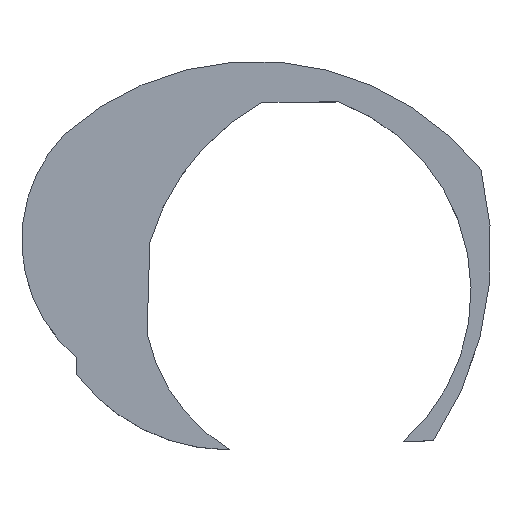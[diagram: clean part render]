
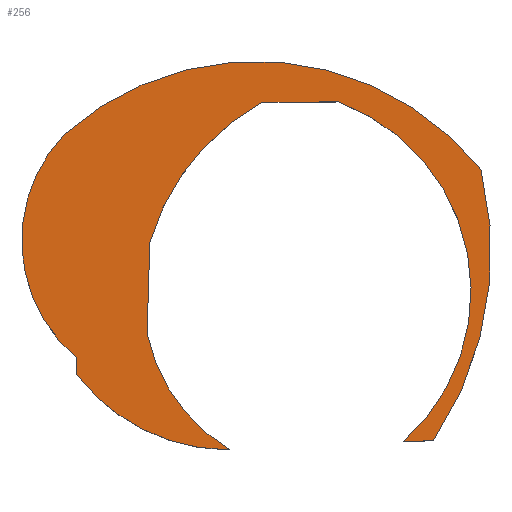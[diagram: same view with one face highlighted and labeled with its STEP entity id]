
A CAD part, top view. The second image highlights one B-rep face of the part: STEP entity #256.
In plain terms, the highlighted planar face has unit normal (0, 0, 1).
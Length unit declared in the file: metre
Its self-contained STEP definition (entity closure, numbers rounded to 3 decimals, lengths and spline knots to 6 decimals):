
#17=PLANE('',#297);
#23=LINE('',#394,#45);
#27=LINE('',#406,#49);
#33=LINE('',#430,#55);
#37=LINE('',#442,#59);
#40=LINE('',#451,#62);
#45=VECTOR('',#313,1.);
#49=VECTOR('',#325,1.);
#55=VECTOR('',#351,1.);
#59=VECTOR('',#363,1.);
#62=VECTOR('',#374,1.);
#111=ORIENTED_EDGE('',*,*,#137,.F.);
#112=ORIENTED_EDGE('',*,*,#141,.T.);
#113=ORIENTED_EDGE('',*,*,#144,.F.);
#114=ORIENTED_EDGE('',*,*,#147,.T.);
#115=ORIENTED_EDGE('',*,*,#150,.T.);
#116=ORIENTED_EDGE('',*,*,#153,.T.);
#117=ORIENTED_EDGE('',*,*,#156,.T.);
#118=ORIENTED_EDGE('',*,*,#159,.F.);
#119=ORIENTED_EDGE('',*,*,#162,.T.);
#120=ORIENTED_EDGE('',*,*,#165,.T.);
#121=ORIENTED_EDGE('',*,*,#168,.F.);
#122=ORIENTED_EDGE('',*,*,#170,.T.);
#137=EDGE_CURVE('',#173,#174,#196,.T.);
#141=EDGE_CURVE('',#173,#176,#23,.T.);
#144=EDGE_CURVE('',#178,#176,#198,.T.);
#147=EDGE_CURVE('',#178,#180,#27,.T.);
#150=EDGE_CURVE('',#180,#182,#200,.T.);
#153=EDGE_CURVE('',#182,#184,#202,.T.);
#156=EDGE_CURVE('',#184,#186,#204,.T.);
#159=EDGE_CURVE('',#188,#186,#33,.T.);
#162=EDGE_CURVE('',#188,#190,#206,.T.);
#165=EDGE_CURVE('',#190,#192,#37,.T.);
#168=EDGE_CURVE('',#194,#192,#208,.T.);
#170=EDGE_CURVE('',#194,#174,#40,.T.);
#173=VERTEX_POINT('',#385);
#174=VERTEX_POINT('',#387);
#176=VERTEX_POINT('',#393);
#178=VERTEX_POINT('',#399);
#180=VERTEX_POINT('',#405);
#182=VERTEX_POINT('',#411);
#184=VERTEX_POINT('',#417);
#186=VERTEX_POINT('',#423);
#188=VERTEX_POINT('',#429);
#190=VERTEX_POINT('',#435);
#192=VERTEX_POINT('',#441);
#194=VERTEX_POINT('',#447);
#196=CIRCLE('',#273,0.006145);
#198=CIRCLE('',#277,0.005281);
#200=CIRCLE('',#281,0.00887);
#202=CIRCLE('',#284,0.007544);
#204=CIRCLE('',#287,0.004016);
#206=CIRCLE('',#291,0.005006);
#208=CIRCLE('',#295,0.004639);
#221=EDGE_LOOP('',(#111,#112,#113,#114,#115,#116,#117,#118,#119,#120,#121,
#122));
#235=FACE_BOUND('',#221,.T.);
#256=ADVANCED_FACE('',(#235),#17,.T.);
#273=AXIS2_PLACEMENT_3D('',#386,#306,#307);
#277=AXIS2_PLACEMENT_3D('',#400,#319,#320);
#281=AXIS2_PLACEMENT_3D('',#412,#331,#332);
#284=AXIS2_PLACEMENT_3D('',#418,#338,#339);
#287=AXIS2_PLACEMENT_3D('',#424,#345,#346);
#291=AXIS2_PLACEMENT_3D('',#436,#357,#358);
#295=AXIS2_PLACEMENT_3D('',#448,#369,#370);
#297=AXIS2_PLACEMENT_3D('',#452,#375,#376);
#306=DIRECTION('',(0.,0.,1.));
#307=DIRECTION('',(1.,0.,0.));
#313=DIRECTION('',(1.,0.006,0.));
#319=DIRECTION('',(0.,0.,1.));
#320=DIRECTION('',(1.,0.,0.));
#325=DIRECTION('',(0.999,0.044,0.));
#331=DIRECTION('',(0.,0.,1.));
#332=DIRECTION('',(1.,0.,0.));
#338=DIRECTION('',(0.,0.,1.));
#339=DIRECTION('',(1.,0.,0.));
#345=DIRECTION('',(0.,0.,1.));
#346=DIRECTION('',(1.,0.,0.));
#351=DIRECTION('',(0.,1.,0.));
#357=DIRECTION('',(0.,0.,1.));
#358=DIRECTION('',(1.,0.,0.));
#363=DIRECTION('',(0.999,0.044,0.));
#369=DIRECTION('',(0.,0.,1.));
#370=DIRECTION('',(1.,0.,0.));
#374=DIRECTION('',(0.03,1.,0.));
#375=DIRECTION('',(0.,0.,1.));
#376=DIRECTION('',(1.,0.,0.));
#385=CARTESIAN_POINT('',(-0.01082,0.051974,0.0015));
#386=CARTESIAN_POINT('',(-0.007858,0.04659,0.0015));
#387=CARTESIAN_POINT('',(-0.013761,0.048299,0.0015));
#393=CARTESIAN_POINT('',(-0.008819,0.051986,0.0015));
#394=CARTESIAN_POINT('',(-0.009819,0.05198,0.0015));
#399=CARTESIAN_POINT('',(-0.007112,0.043067,0.0015));
#400=CARTESIAN_POINT('',(-0.010615,0.047019,0.0015));
#405=CARTESIAN_POINT('',(-0.006321,0.043102,0.0015));
#406=CARTESIAN_POINT('',(-0.006717,0.043084,0.0015));
#411=CARTESIAN_POINT('',(-0.005075,0.050206,0.0015));
#412=CARTESIAN_POINT('',(-0.01368,0.048053,0.0015));
#417=CARTESIAN_POINT('',(-0.016002,0.051133,0.0015));
#418=CARTESIAN_POINT('',(-0.010977,0.045507,0.0015));
#423=CARTESIAN_POINT('',(-0.015684,0.045276,0.0015));
#424=CARTESIAN_POINT('',(-0.013104,0.048353,0.0015));
#429=CARTESIAN_POINT('',(-0.015684,0.044845,0.0015));
#430=CARTESIAN_POINT('',(-0.015684,0.04506,0.0015));
#435=CARTESIAN_POINT('',(-0.011751,0.04286,0.0015));
#436=CARTESIAN_POINT('',(-0.011693,0.047866,0.0015));
#441=CARTESIAN_POINT('',(-0.011666,0.042864,0.0015));
#442=CARTESIAN_POINT('',(-0.011708,0.042862,0.0015));
#447=CARTESIAN_POINT('',(-0.013832,0.045908,0.0015));
#448=CARTESIAN_POINT('',(-0.009289,0.046848,0.0015));
#451=CARTESIAN_POINT('',(-0.013797,0.047104,0.0015));
#452=CARTESIAN_POINT('',(-0.000463,0.034297,0.0015));
